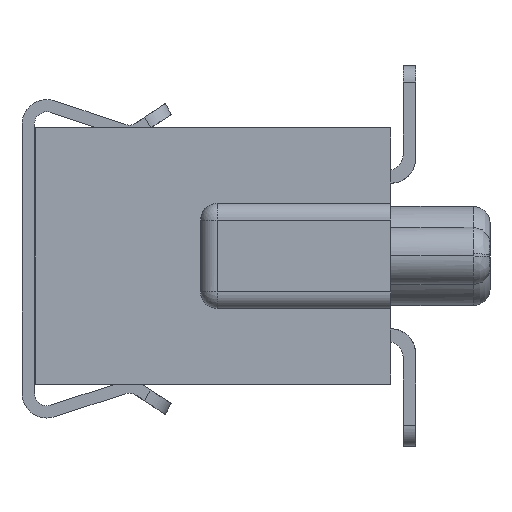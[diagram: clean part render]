
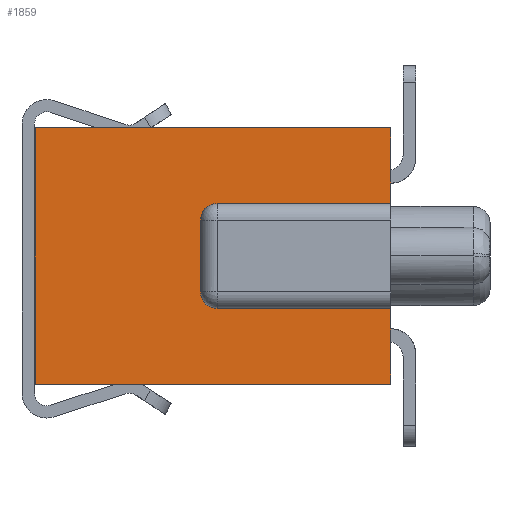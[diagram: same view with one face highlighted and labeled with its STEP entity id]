
A CAD part, left-side view. The second image highlights one B-rep face of the part: STEP entity #1859.
In plain terms, the highlighted planar face has unit normal (-1, 0, 0).
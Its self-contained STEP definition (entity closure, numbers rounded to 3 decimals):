
#1170=CARTESIAN_POINT('',(1.271,5.,-3.1));
#1171=VERTEX_POINT('',#1170);
#1214=CARTESIAN_POINT('',(1.271,0.7,-3.1));
#1215=VERTEX_POINT('',#1214);
#1225=CARTESIAN_POINT('',(1.271,0.7,-3.1));
#1226=CARTESIAN_POINT('',(1.271,1.56,-3.1));
#1227=CARTESIAN_POINT('',(1.271,2.42,-3.1));
#1228=CARTESIAN_POINT('',(1.271,3.28,-3.1));
#1229=CARTESIAN_POINT('',(1.271,4.14,-3.1));
#1230=CARTESIAN_POINT('',(1.271,5.,-3.1));
#1231=B_SPLINE_CURVE_WITH_KNOTS('',5,(#1225,#1226,#1227,#1228,#1229,#1230),.UNSPECIFIED.,.F.,.U.,(6,6),(0.,4.3),.UNSPECIFIED.);
#1232=EDGE_CURVE('',#1215,#1171,#1231,.T.);
#1270=CARTESIAN_POINT('',(1.271,5.,0.));
#1271=VERTEX_POINT('',#1270);
#1281=CARTESIAN_POINT('',(1.271,0.7,0.));
#1282=VERTEX_POINT('',#1281);
#1283=CARTESIAN_POINT('',(1.271,0.7,0.));
#1284=CARTESIAN_POINT('',(1.271,1.56,0.));
#1285=CARTESIAN_POINT('',(1.271,2.42,0.));
#1286=CARTESIAN_POINT('',(1.271,3.28,0.));
#1287=CARTESIAN_POINT('',(1.271,4.14,0.));
#1288=CARTESIAN_POINT('',(1.271,5.,0.));
#1289=B_SPLINE_CURVE_WITH_KNOTS('',5,(#1283,#1284,#1285,#1286,#1287,#1288),.UNSPECIFIED.,.F.,.U.,(6,6),(0.,4.3),.UNSPECIFIED.);
#1290=EDGE_CURVE('',#1282,#1271,#1289,.T.);
#1326=CARTESIAN_POINT('',(1.271,5.,-3.1));
#1327=CARTESIAN_POINT('',(1.271,5.,-2.48));
#1328=CARTESIAN_POINT('',(1.271,5.,-1.86));
#1329=CARTESIAN_POINT('',(1.271,5.,-1.24));
#1330=CARTESIAN_POINT('',(1.271,5.,-0.62));
#1331=CARTESIAN_POINT('',(1.271,5.,0.));
#1332=B_SPLINE_CURVE_WITH_KNOTS('',5,(#1326,#1327,#1328,#1329,#1330,#1331),.UNSPECIFIED.,.F.,.U.,(6,6),(0.,3.1),.UNSPECIFIED.);
#1333=EDGE_CURVE('',#1171,#1271,#1332,.T.);
#1740=CARTESIAN_POINT('',(1.271,2.85,-1.55));
#1741=DIRECTION('',(0.,-1.,0.));
#1742=DIRECTION('',(-1.,-0.,0.));
#1743=AXIS2_PLACEMENT_3D('',#1740,#1742,#1741);
#1744=PLANE('',#1743);
#1745=CARTESIAN_POINT('',(1.271,2.8,-2.185));
#1746=VERTEX_POINT('',#1745);
#1747=CARTESIAN_POINT('',(1.271,3.,-1.985));
#1748=VERTEX_POINT('',#1747);
#1749=CARTESIAN_POINT('',(1.271,2.8,-2.185));
#1750=CARTESIAN_POINT('',(1.271,2.816,-2.185));
#1751=CARTESIAN_POINT('',(1.271,2.831,-2.183));
#1752=CARTESIAN_POINT('',(1.271,2.847,-2.18));
#1753=CARTESIAN_POINT('',(1.271,2.877,-2.171));
#1754=CARTESIAN_POINT('',(1.271,2.905,-2.156));
#1755=CARTESIAN_POINT('',(1.271,2.918,-2.148));
#1756=CARTESIAN_POINT('',(1.271,2.943,-2.128));
#1757=CARTESIAN_POINT('',(1.271,2.963,-2.103));
#1758=CARTESIAN_POINT('',(1.271,2.971,-2.09));
#1759=CARTESIAN_POINT('',(1.271,2.986,-2.062));
#1760=CARTESIAN_POINT('',(1.271,2.995,-2.032));
#1761=CARTESIAN_POINT('',(1.271,2.998,-2.016));
#1762=CARTESIAN_POINT('',(1.271,3.,-2.001));
#1763=CARTESIAN_POINT('',(1.271,3.,-1.985));
#1764=B_SPLINE_CURVE_WITH_KNOTS('',5,(#1749,#1750,#1751,#1752,#1753,#1754,#1755,#1756,#1757,#1758,#1759,#1760,#1761,#1762,#1763),.UNSPECIFIED.,.F.,.U.,(6,3,3,3,6),(0.,0.393,0.785,1.178,1.571),.UNSPECIFIED.);
#1765=EDGE_CURVE('',#1746,#1748,#1764,.T.);
#1766=ORIENTED_EDGE('',*,*,#1765,.T.);
#1767=CARTESIAN_POINT('',(1.271,3.,-1.115));
#1768=VERTEX_POINT('',#1767);
#1769=CARTESIAN_POINT('',(1.271,3.,-1.985));
#1770=CARTESIAN_POINT('',(1.271,3.,-1.811));
#1771=CARTESIAN_POINT('',(1.271,3.,-1.637));
#1772=CARTESIAN_POINT('',(1.271,3.,-1.463));
#1773=CARTESIAN_POINT('',(1.271,3.,-1.289));
#1774=CARTESIAN_POINT('',(1.271,3.,-1.115));
#1775=B_SPLINE_CURVE_WITH_KNOTS('',5,(#1769,#1770,#1771,#1772,#1773,#1774),.UNSPECIFIED.,.F.,.U.,(6,6),(0.,0.87),.UNSPECIFIED.);
#1776=EDGE_CURVE('',#1748,#1768,#1775,.T.);
#1777=ORIENTED_EDGE('',*,*,#1776,.T.);
#1778=CARTESIAN_POINT('',(1.271,2.8,-0.915));
#1779=VERTEX_POINT('',#1778);
#1780=CARTESIAN_POINT('',(1.271,3.,-1.115));
#1781=CARTESIAN_POINT('',(1.271,3.,-1.099));
#1782=CARTESIAN_POINT('',(1.271,2.998,-1.084));
#1783=CARTESIAN_POINT('',(1.271,2.995,-1.068));
#1784=CARTESIAN_POINT('',(1.271,2.986,-1.038));
#1785=CARTESIAN_POINT('',(1.271,2.971,-1.01));
#1786=CARTESIAN_POINT('',(1.271,2.963,-0.997));
#1787=CARTESIAN_POINT('',(1.271,2.943,-0.972));
#1788=CARTESIAN_POINT('',(1.271,2.918,-0.952));
#1789=CARTESIAN_POINT('',(1.271,2.905,-0.944));
#1790=CARTESIAN_POINT('',(1.271,2.877,-0.929));
#1791=CARTESIAN_POINT('',(1.271,2.847,-0.92));
#1792=CARTESIAN_POINT('',(1.271,2.831,-0.917));
#1793=CARTESIAN_POINT('',(1.271,2.816,-0.915));
#1794=CARTESIAN_POINT('',(1.271,2.8,-0.915));
#1795=B_SPLINE_CURVE_WITH_KNOTS('',5,(#1780,#1781,#1782,#1783,#1784,#1785,#1786,#1787,#1788,#1789,#1790,#1791,#1792,#1793,#1794),.UNSPECIFIED.,.F.,.U.,(6,3,3,3,6),(0.,0.393,0.785,1.178,1.571),.UNSPECIFIED.);
#1796=EDGE_CURVE('',#1768,#1779,#1795,.T.);
#1797=ORIENTED_EDGE('',*,*,#1796,.T.);
#1798=CARTESIAN_POINT('',(1.271,0.7,-0.915));
#1799=VERTEX_POINT('',#1798);
#1800=CARTESIAN_POINT('',(1.271,2.8,-0.915));
#1801=CARTESIAN_POINT('',(1.271,2.38,-0.915));
#1802=CARTESIAN_POINT('',(1.271,1.96,-0.915));
#1803=CARTESIAN_POINT('',(1.271,1.54,-0.915));
#1804=CARTESIAN_POINT('',(1.271,1.12,-0.915));
#1805=CARTESIAN_POINT('',(1.271,0.7,-0.915));
#1806=B_SPLINE_CURVE_WITH_KNOTS('',5,(#1800,#1801,#1802,#1803,#1804,#1805),.UNSPECIFIED.,.F.,.U.,(6,6),(0.,2.1),.UNSPECIFIED.);
#1807=EDGE_CURVE('',#1779,#1799,#1806,.T.);
#1808=ORIENTED_EDGE('',*,*,#1807,.T.);
#1809=CARTESIAN_POINT('',(1.271,0.7,-0.42));
#1810=VERTEX_POINT('',#1809);
#1811=CARTESIAN_POINT('',(1.271,0.7,-0.42));
#1812=DIRECTION('',(0.,0.,-1.));
#1813=VECTOR('',#1812,0.495);
#1814=LINE('',#1811,#1813);
#1815=EDGE_CURVE('',#1810,#1799,#1814,.T.);
#1816=ORIENTED_EDGE('',*,*,#1815,.F.);
#1817=CARTESIAN_POINT('',(1.271,0.7,-0.42));
#1818=CARTESIAN_POINT('',(1.271,0.7,-0.336));
#1819=CARTESIAN_POINT('',(1.271,0.7,-0.252));
#1820=CARTESIAN_POINT('',(1.271,0.7,-0.168));
#1821=CARTESIAN_POINT('',(1.271,0.7,-0.084));
#1822=CARTESIAN_POINT('',(1.271,0.7,0.));
#1823=B_SPLINE_CURVE_WITH_KNOTS('',5,(#1817,#1818,#1819,#1820,#1821,#1822),.UNSPECIFIED.,.F.,.U.,(6,6),(0.,0.42),.UNSPECIFIED.);
#1824=EDGE_CURVE('',#1810,#1282,#1823,.T.);
#1825=ORIENTED_EDGE('',*,*,#1824,.T.);
#1826=ORIENTED_EDGE('',*,*,#1290,.T.);
#1827=ORIENTED_EDGE('',*,*,#1333,.F.);
#1828=ORIENTED_EDGE('',*,*,#1232,.F.);
#1829=CARTESIAN_POINT('',(1.271,0.7,-2.68));
#1830=VERTEX_POINT('',#1829);
#1831=CARTESIAN_POINT('',(1.271,0.7,-2.68));
#1832=CARTESIAN_POINT('',(1.271,0.7,-2.764));
#1833=CARTESIAN_POINT('',(1.271,0.7,-2.848));
#1834=CARTESIAN_POINT('',(1.271,0.7,-2.932));
#1835=CARTESIAN_POINT('',(1.271,0.7,-3.016));
#1836=CARTESIAN_POINT('',(1.271,0.7,-3.1));
#1837=B_SPLINE_CURVE_WITH_KNOTS('',5,(#1831,#1832,#1833,#1834,#1835,#1836),.UNSPECIFIED.,.F.,.U.,(6,6),(0.,0.42),.UNSPECIFIED.);
#1838=EDGE_CURVE('',#1830,#1215,#1837,.T.);
#1839=ORIENTED_EDGE('',*,*,#1838,.F.);
#1840=CARTESIAN_POINT('',(1.271,0.7,-2.185));
#1841=VERTEX_POINT('',#1840);
#1842=CARTESIAN_POINT('',(1.271,0.7,-2.185));
#1843=DIRECTION('',(0.,0.,-1.));
#1844=VECTOR('',#1843,0.495);
#1845=LINE('',#1842,#1844);
#1846=EDGE_CURVE('',#1841,#1830,#1845,.T.);
#1847=ORIENTED_EDGE('',*,*,#1846,.F.);
#1848=CARTESIAN_POINT('',(1.271,2.8,-2.185));
#1849=CARTESIAN_POINT('',(1.271,2.38,-2.185));
#1850=CARTESIAN_POINT('',(1.271,1.96,-2.185));
#1851=CARTESIAN_POINT('',(1.271,1.54,-2.185));
#1852=CARTESIAN_POINT('',(1.271,1.12,-2.185));
#1853=CARTESIAN_POINT('',(1.271,0.7,-2.185));
#1854=B_SPLINE_CURVE_WITH_KNOTS('',5,(#1848,#1849,#1850,#1851,#1852,#1853),.UNSPECIFIED.,.F.,.U.,(6,6),(0.,2.1),.UNSPECIFIED.);
#1855=EDGE_CURVE('',#1746,#1841,#1854,.T.);
#1856=ORIENTED_EDGE('',*,*,#1855,.F.);
#1857=EDGE_LOOP('',(#1766,#1777,#1797,#1808,#1816,#1825,#1826,#1827,#1828,#1839,#1847,#1856));
#1858=FACE_OUTER_BOUND('',#1857,.T.);
#1859=ADVANCED_FACE('',(#1858),#1744,.T.);
